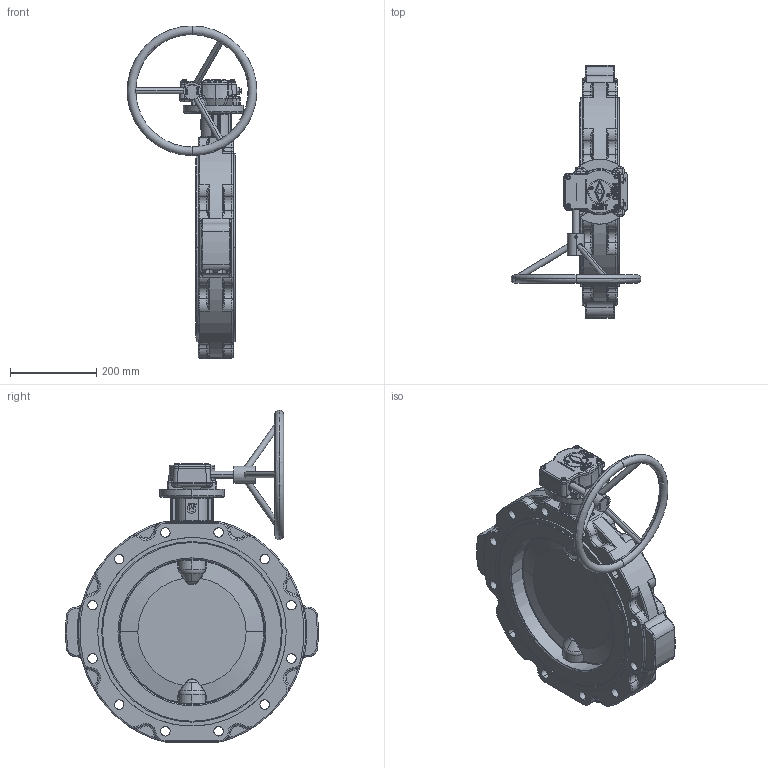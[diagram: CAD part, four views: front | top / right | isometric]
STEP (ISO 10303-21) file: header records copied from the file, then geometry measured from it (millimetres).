
FILE_DESCRIPTION(('HOOPS Exchange Step'),'2;1');
FILE_NAME('AK10_DN350_ansi150_Handgetriebe.stp','2025-10-06T09:56:41+02:00',('nieru'),('Unknown organisation'),'HOOPS Exchange 2024.2','HOOPS Exchange','Unknown authorisation');
FILE_SCHEMA( ('AP203_CONFIGURATION_CONTROLLED_3D_DESIGN_OF_MECHANICAL_PARTS_AND_ASSEMBLIES_MIM_LF') );
Length unit declared in the file: millimetre
Products named in the file (3): 0; root
Assembly tree (2 placements, depth 3):
  root
    0
      0
Bounding box: 300 x 585.59 x 768.39 mm (x, y, z)
Volume: 14111851.4 mm3; surface area: 1215532 mm2
Topology: 3 solids, 25 shells, 2304 faces, 5856 edges, 3508 vertices
Faces by surface type: cylinder 621, plane 522, torus 445, cone 332, bspline 274, sphere 110
Full cylindrical faces by diameter (mm): 5 x1
Entity records: 159668 total; most frequent: CARTESIAN_POINT 108921, ORIENTED_EDGE 11388, DIRECTION 9045, EDGE_CURVE 5694, AXIS2_PLACEMENT_3D 3734, VERTEX_POINT 3524, EDGE_LOOP 2472, FACE_BOUND 2472
